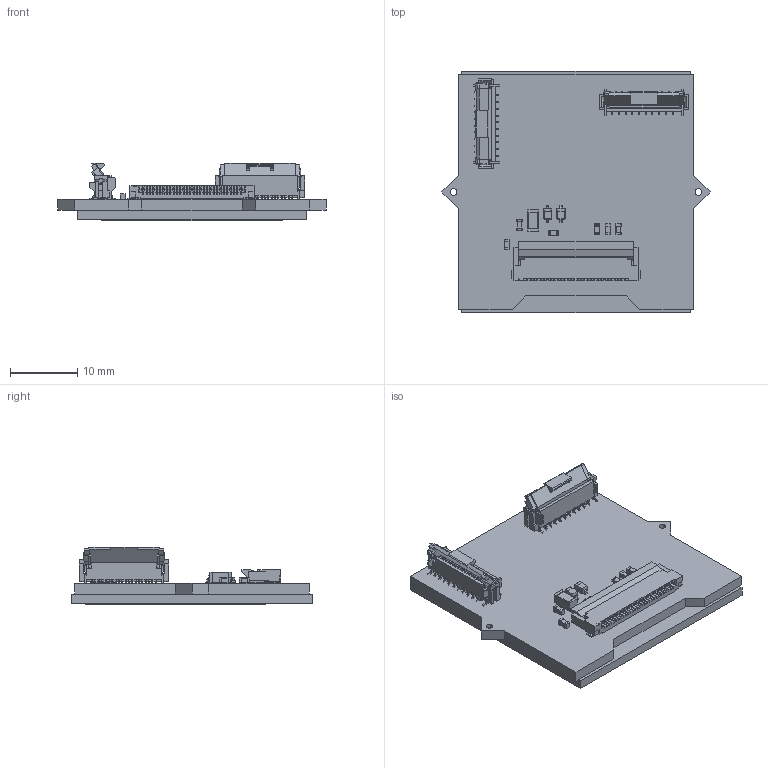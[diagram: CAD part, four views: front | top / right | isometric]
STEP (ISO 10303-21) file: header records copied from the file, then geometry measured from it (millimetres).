
FILE_DESCRIPTION(/* description */ (''),/* implementation_level */ '2;1');
FILE_NAME(/* name */ '5ee6ace4-d8d3-42b6-8955-6ef76670e63b.stp',/* time_stamp */ '2021-06-25T19:56:36+00:00',/* author */ (''),/* organization */ (''),/* preprocessor_version */ 'ST-DEVELOPER v18.1',/* originating_system */ 'Autodesk Translation Framework v10.9.0.1377',/* authorisation */ '');
FILE_SCHEMA (('AUTOMOTIVE_DESIGN { 1 0 10303 214 3 1 1 }'));
Products named in the file (16): Displayboard1; XF2M_3015_1A; SOLID; R_0603_1608Metric; SOLID (1); FH12-20S-0.5SV; COMPOUND; D_SOD-323; SOLID (2); C_1206_3216Metric; SOLID (4); C_0603_1608Metric; SOLID (3); COMPOUND (1); 4DOLED-12812815 v19; 4DOLED-12812815
Assembly tree (21 placements, depth 3):
  Displayboard1
    FH12-20S-0.5SV  x2
      COMPOUND
    XF2M_3015_1A
      SOLID
    R_0603_1608Metric  x2
      SOLID (1)
    D_SOD-323  x2
      SOLID (2)
    C_0603_1608Metric  x4
      SOLID (3)
    C_1206_3216Metric
      SOLID (4)
    COMPOUND (1)
    4DOLED-12812815 v19
      4DOLED-12812815
Bounding box: 40 x 36 x 8.6 mm (x, y, z)
Volume: 6015.5 mm3; surface area: 9400.8 mm2
Topology: 15 solids, 15 shells, 3139 faces, 9027 edges, 5948 vertices
Faces by surface type: plane 2736, cylinder 403
Full cylindrical faces by diameter (mm): 1 x2
Entity records: 70272 total; most frequent: CARTESIAN_POINT 12523, ORIENTED_EDGE 12436, DIRECTION 11052, EDGE_CURVE 6218, LINE 5774, VECTOR 5774, VERTEX_POINT 4110, AXIS2_PLACEMENT_3D 2639
